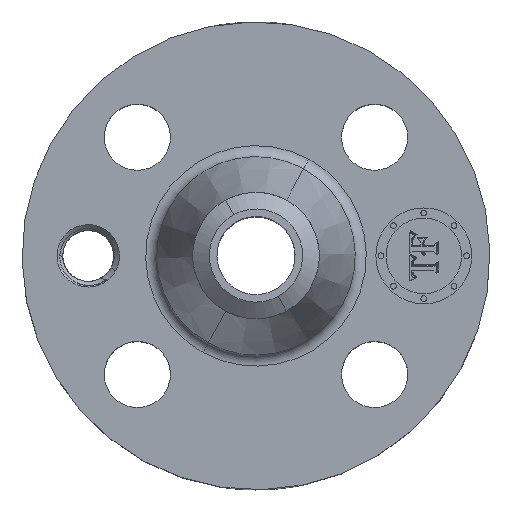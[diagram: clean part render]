
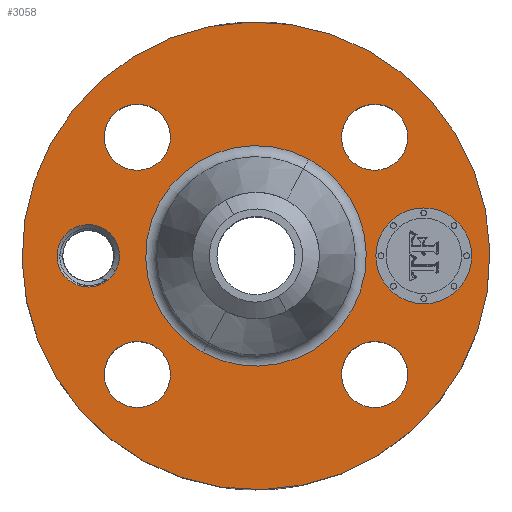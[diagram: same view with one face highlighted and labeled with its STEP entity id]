
A CAD part, top view. The second image highlights one B-rep face of the part: STEP entity #3058.
In plain terms, the highlighted planar face has unit normal (0, 0, 1).
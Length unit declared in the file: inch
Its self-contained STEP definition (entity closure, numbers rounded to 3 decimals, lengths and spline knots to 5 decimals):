
#2202=AXIS2_PLACEMENT_3D('Circle Axis2P3D',#2200,#2201,$) ;
#2228=AXIS2_PLACEMENT_3D('Circle Axis2P3D',#2226,#2227,$) ;
#2926=AXIS2_PLACEMENT_3D('Plane Axis2P3D',#2923,#2924,#2925) ;
#2930=AXIS2_PLACEMENT_3D('Circle Axis2P3D',#2928,#2929,$) ;
#2939=AXIS2_PLACEMENT_3D('Circle Axis2P3D',#2937,#2938,$) ;
#2948=AXIS2_PLACEMENT_3D('Circle Axis2P3D',#2946,#2947,$) ;
#2957=AXIS2_PLACEMENT_3D('Circle Axis2P3D',#2955,#2956,$) ;
#2966=AXIS2_PLACEMENT_3D('Circle Axis2P3D',#2964,#2965,$) ;
#2975=AXIS2_PLACEMENT_3D('Circle Axis2P3D',#2973,#2974,$) ;
#2988=AXIS2_PLACEMENT_3D('Circle Axis2P3D',#2986,#2987,$) ;
#2997=AXIS2_PLACEMENT_3D('Circle Axis2P3D',#2995,#2996,$) ;
#3006=AXIS2_PLACEMENT_3D('Circle Axis2P3D',#3004,#3005,$) ;
#3015=AXIS2_PLACEMENT_3D('Circle Axis2P3D',#3013,#3014,$) ;
#3024=AXIS2_PLACEMENT_3D('Circle Axis2P3D',#3022,#3023,$) ;
#3033=AXIS2_PLACEMENT_3D('Circle Axis2P3D',#3031,#3032,$) ;
#3042=AXIS2_PLACEMENT_3D('Circle Axis2P3D',#3040,#3041,$) ;
#3051=AXIS2_PLACEMENT_3D('Circle Axis2P3D',#3049,#3050,$) ;
#2200=CARTESIAN_POINT('Axis2P3D Location',(0.,0.,1.75)) ;
#2204=CARTESIAN_POINT('Vertex',(-0.55142,-1.00936,1.75)) ;
#2206=CARTESIAN_POINT('Vertex',(0.55142,1.00936,1.75)) ;
#2226=CARTESIAN_POINT('Axis2P3D Location',(0.,0.,1.75)) ;
#2923=CARTESIAN_POINT('Axis2P3D Location',(0.,2.44,1.75)) ;
#2928=CARTESIAN_POINT('Axis2P3D Location',(0.,0.,1.75)) ;
#2932=CARTESIAN_POINT('Vertex',(1.1698,2.1413,1.75)) ;
#2934=CARTESIAN_POINT('Vertex',(-1.1698,-2.1413,1.75)) ;
#2937=CARTESIAN_POINT('Axis2P3D Location',(0.,0.,1.75)) ;
#2946=CARTESIAN_POINT('Axis2P3D Location',(-1.75,0.,1.75)) ;
#2950=CARTESIAN_POINT('Vertex',(-2.03576,0.15611,1.75)) ;
#2952=CARTESIAN_POINT('Vertex',(-1.46424,-0.15611,1.75)) ;
#2955=CARTESIAN_POINT('Axis2P3D Location',(-1.75,0.,1.75)) ;
#2964=CARTESIAN_POINT('Axis2P3D Location',(1.23744,-1.23744,1.75)) ;
#2968=CARTESIAN_POINT('Vertex',(0.93467,-1.07204,1.75)) ;
#2970=CARTESIAN_POINT('Vertex',(1.5402,-1.40284,1.75)) ;
#2973=CARTESIAN_POINT('Axis2P3D Location',(1.23744,-1.23744,1.75)) ;
#2986=CARTESIAN_POINT('Axis2P3D Location',(-1.23744,-1.23744,1.75)) ;
#2990=CARTESIAN_POINT('Vertex',(-1.40284,-1.5402,1.75)) ;
#2992=CARTESIAN_POINT('Vertex',(-1.07204,-0.93467,1.75)) ;
#2995=CARTESIAN_POINT('Axis2P3D Location',(-1.23744,-1.23744,1.75)) ;
#3004=CARTESIAN_POINT('Axis2P3D Location',(-1.23744,1.23744,1.75)) ;
#3008=CARTESIAN_POINT('Vertex',(-1.5402,1.40284,1.75)) ;
#3010=CARTESIAN_POINT('Vertex',(-0.93467,1.07204,1.75)) ;
#3013=CARTESIAN_POINT('Axis2P3D Location',(-1.23744,1.23744,1.75)) ;
#3022=CARTESIAN_POINT('Axis2P3D Location',(1.23744,1.23744,1.75)) ;
#3026=CARTESIAN_POINT('Vertex',(1.40284,1.5402,1.75)) ;
#3028=CARTESIAN_POINT('Vertex',(1.07204,0.93467,1.75)) ;
#3031=CARTESIAN_POINT('Axis2P3D Location',(1.23744,1.23744,1.75)) ;
#3040=CARTESIAN_POINT('Axis2P3D Location',(1.75,0.,1.75)) ;
#3044=CARTESIAN_POINT('Vertex',(1.75,0.5,1.75)) ;
#3046=CARTESIAN_POINT('Vertex',(1.75,-0.5,1.75)) ;
#3049=CARTESIAN_POINT('Axis2P3D Location',(1.75,0.,1.75)) ;
#2201=DIRECTION('Axis2P3D Direction',(0.,0.,-0.039)) ;
#2227=DIRECTION('Axis2P3D Direction',(0.,0.,-0.039)) ;
#2924=DIRECTION('Axis2P3D Direction',(0.,0.,-0.039)) ;
#2925=DIRECTION('Axis2P3D XDirection',(0.039,0.,0.)) ;
#2929=DIRECTION('Axis2P3D Direction',(0.,0.,-0.039)) ;
#2938=DIRECTION('Axis2P3D Direction',(0.,0.,-0.039)) ;
#2947=DIRECTION('Axis2P3D Direction',(0.,0.,-0.039)) ;
#2956=DIRECTION('Axis2P3D Direction',(0.,0.,-0.039)) ;
#2965=DIRECTION('Axis2P3D Direction',(0.,0.,-0.039)) ;
#2974=DIRECTION('Axis2P3D Direction',(0.,0.,-0.039)) ;
#2987=DIRECTION('Axis2P3D Direction',(0.,0.,-0.039)) ;
#2996=DIRECTION('Axis2P3D Direction',(0.,0.,-0.039)) ;
#3005=DIRECTION('Axis2P3D Direction',(0.,0.,-0.039)) ;
#3014=DIRECTION('Axis2P3D Direction',(0.,0.,-0.039)) ;
#3023=DIRECTION('Axis2P3D Direction',(0.,0.,-0.039)) ;
#3032=DIRECTION('Axis2P3D Direction',(0.,0.,-0.039)) ;
#3041=DIRECTION('Axis2P3D Direction',(0.,0.,-0.039)) ;
#3050=DIRECTION('Axis2P3D Direction',(0.,0.,-0.039)) ;
#2943=ORIENTED_EDGE('',*,*,#2936,.F.) ;
#2944=ORIENTED_EDGE('',*,*,#2941,.F.) ;
#2961=ORIENTED_EDGE('',*,*,#2954,.T.) ;
#2962=ORIENTED_EDGE('',*,*,#2959,.T.) ;
#2979=ORIENTED_EDGE('',*,*,#2972,.T.) ;
#2980=ORIENTED_EDGE('',*,*,#2977,.T.) ;
#2983=ORIENTED_EDGE('',*,*,#2208,.T.) ;
#2984=ORIENTED_EDGE('',*,*,#2230,.T.) ;
#3001=ORIENTED_EDGE('',*,*,#2994,.T.) ;
#3002=ORIENTED_EDGE('',*,*,#2999,.T.) ;
#3019=ORIENTED_EDGE('',*,*,#3012,.T.) ;
#3020=ORIENTED_EDGE('',*,*,#3017,.T.) ;
#3037=ORIENTED_EDGE('',*,*,#3030,.T.) ;
#3038=ORIENTED_EDGE('',*,*,#3035,.T.) ;
#3055=ORIENTED_EDGE('',*,*,#3048,.T.) ;
#3056=ORIENTED_EDGE('',*,*,#3053,.T.) ;
#2963=FACE_BOUND('',#2960,.T.) ;
#2981=FACE_BOUND('',#2978,.T.) ;
#2985=FACE_BOUND('',#2982,.T.) ;
#3003=FACE_BOUND('',#3000,.T.) ;
#3021=FACE_BOUND('',#3018,.T.) ;
#3039=FACE_BOUND('',#3036,.T.) ;
#3057=FACE_BOUND('',#3054,.T.) ;
#3058=ADVANCED_FACE('PartBody',(#2945,#2963,#2981,#2985,#3003,#3021,#3039,#3057),#2927,.F.) ;
#2203=CIRCLE('generated circle',#2202,1.15016) ;
#2229=CIRCLE('generated circle',#2228,1.15016) ;
#2931=CIRCLE('generated circle',#2930,2.44) ;
#2940=CIRCLE('generated circle',#2939,2.44) ;
#2949=CIRCLE('generated circle',#2948,0.32563) ;
#2958=CIRCLE('generated circle',#2957,0.32563) ;
#2967=CIRCLE('generated circle',#2966,0.345) ;
#2976=CIRCLE('generated circle',#2975,0.345) ;
#2989=CIRCLE('generated circle',#2988,0.345) ;
#2998=CIRCLE('generated circle',#2997,0.345) ;
#3007=CIRCLE('generated circle',#3006,0.345) ;
#3016=CIRCLE('generated circle',#3015,0.345) ;
#3025=CIRCLE('generated circle',#3024,0.345) ;
#3034=CIRCLE('generated circle',#3033,0.345) ;
#3043=CIRCLE('generated circle',#3042,0.5) ;
#3052=CIRCLE('generated circle',#3051,0.5) ;
#2208=EDGE_CURVE('',#2205,#2207,#2203,.T.) ;
#2230=EDGE_CURVE('',#2207,#2205,#2229,.T.) ;
#2936=EDGE_CURVE('',#2933,#2935,#2931,.T.) ;
#2941=EDGE_CURVE('',#2935,#2933,#2940,.T.) ;
#2954=EDGE_CURVE('',#2951,#2953,#2949,.T.) ;
#2959=EDGE_CURVE('',#2953,#2951,#2958,.T.) ;
#2972=EDGE_CURVE('',#2969,#2971,#2967,.T.) ;
#2977=EDGE_CURVE('',#2971,#2969,#2976,.T.) ;
#2994=EDGE_CURVE('',#2991,#2993,#2989,.T.) ;
#2999=EDGE_CURVE('',#2993,#2991,#2998,.T.) ;
#3012=EDGE_CURVE('',#3009,#3011,#3007,.T.) ;
#3017=EDGE_CURVE('',#3011,#3009,#3016,.T.) ;
#3030=EDGE_CURVE('',#3027,#3029,#3025,.T.) ;
#3035=EDGE_CURVE('',#3029,#3027,#3034,.T.) ;
#3048=EDGE_CURVE('',#3045,#3047,#3043,.T.) ;
#3053=EDGE_CURVE('',#3047,#3045,#3052,.T.) ;
#2942=EDGE_LOOP('',(#2943,#2944)) ;
#2960=EDGE_LOOP('',(#2961,#2962)) ;
#2978=EDGE_LOOP('',(#2979,#2980)) ;
#2982=EDGE_LOOP('',(#2983,#2984)) ;
#3000=EDGE_LOOP('',(#3001,#3002)) ;
#3018=EDGE_LOOP('',(#3019,#3020)) ;
#3036=EDGE_LOOP('',(#3037,#3038)) ;
#3054=EDGE_LOOP('',(#3055,#3056)) ;
#2945=FACE_OUTER_BOUND('',#2942,.T.) ;
#2927=PLANE('',#2926) ;
#2205=VERTEX_POINT('',#2204) ;
#2207=VERTEX_POINT('',#2206) ;
#2933=VERTEX_POINT('',#2932) ;
#2935=VERTEX_POINT('',#2934) ;
#2951=VERTEX_POINT('',#2950) ;
#2953=VERTEX_POINT('',#2952) ;
#2969=VERTEX_POINT('',#2968) ;
#2971=VERTEX_POINT('',#2970) ;
#2991=VERTEX_POINT('',#2990) ;
#2993=VERTEX_POINT('',#2992) ;
#3009=VERTEX_POINT('',#3008) ;
#3011=VERTEX_POINT('',#3010) ;
#3027=VERTEX_POINT('',#3026) ;
#3029=VERTEX_POINT('',#3028) ;
#3045=VERTEX_POINT('',#3044) ;
#3047=VERTEX_POINT('',#3046) ;
